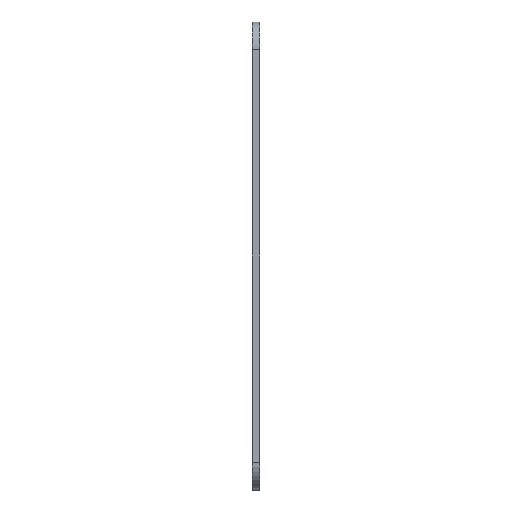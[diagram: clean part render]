
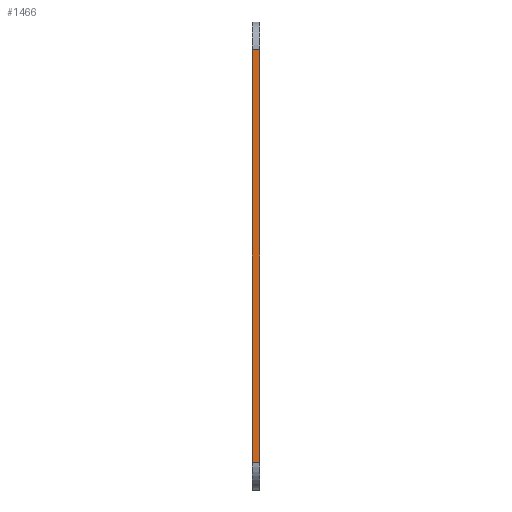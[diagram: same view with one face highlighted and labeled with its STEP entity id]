
A CAD part, left-side view. The second image highlights one B-rep face of the part: STEP entity #1466.
In plain terms, the highlighted planar face has unit normal (-1, 0, 0).
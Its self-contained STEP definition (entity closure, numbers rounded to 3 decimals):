
#157=PLANE('',#1658);
#216=FACE_OUTER_BOUND('',#278,.T.);
#278=EDGE_LOOP('',(#1201,#1202,#1203,#1204));
#445=LINE('',#2449,#521);
#447=LINE('',#2455,#523);
#448=LINE('',#2457,#524);
#449=LINE('',#2458,#525);
#521=VECTOR('',#2059,1000.);
#523=VECTOR('',#2065,1000.);
#524=VECTOR('',#2066,1000.);
#525=VECTOR('',#2067,1000.);
#769=VERTEX_POINT('',#2445);
#771=VERTEX_POINT('',#2448);
#773=VERTEX_POINT('',#2454);
#774=VERTEX_POINT('',#2456);
#954=EDGE_CURVE('',#771,#769,#445,.T.);
#957=EDGE_CURVE('',#773,#769,#447,.T.);
#958=EDGE_CURVE('',#774,#773,#448,.T.);
#959=EDGE_CURVE('',#774,#771,#449,.T.);
#1201=ORIENTED_EDGE('',*,*,#957,.F.);
#1202=ORIENTED_EDGE('',*,*,#958,.F.);
#1203=ORIENTED_EDGE('',*,*,#959,.T.);
#1204=ORIENTED_EDGE('',*,*,#954,.T.);
#1466=ADVANCED_FACE('',(#216),#157,.T.);
#1658=AXIS2_PLACEMENT_3D('',#2453,#2063,#2064);
#2059=DIRECTION('',(0.,1.,0.));
#2063=DIRECTION('center_axis',(-1.,0.,0.));
#2064=DIRECTION('ref_axis',(0.,0.,1.));
#2065=DIRECTION('',(0.,0.,1.));
#2066=DIRECTION('',(0.,1.,0.));
#2067=DIRECTION('',(0.,0.,1.));
#2445=CARTESIAN_POINT('',(-41.5,0.,26.));
#2448=CARTESIAN_POINT('',(-41.5,-1.,26.));
#2449=CARTESIAN_POINT('',(-41.5,-1.,26.));
#2453=CARTESIAN_POINT('Origin',(-41.5,-1.,-26.));
#2454=CARTESIAN_POINT('',(-41.5,0.,-26.));
#2455=CARTESIAN_POINT('',(-41.5,0.,-26.));
#2456=CARTESIAN_POINT('',(-41.5,-1.,-26.));
#2457=CARTESIAN_POINT('',(-41.5,-1.,-26.));
#2458=CARTESIAN_POINT('',(-41.5,-1.,-26.));
